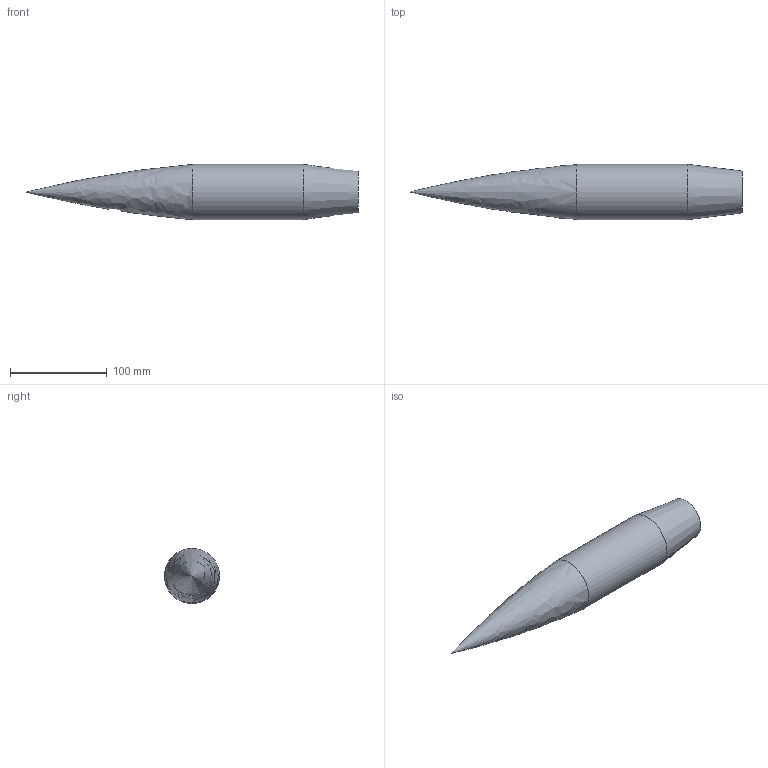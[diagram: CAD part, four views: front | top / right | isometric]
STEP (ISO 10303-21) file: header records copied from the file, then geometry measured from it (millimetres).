
FILE_DESCRIPTION(/* description */ (''),/* implementation_level */ '2;1');
FILE_NAME(/* name */ 'Geom.step',/* time_stamp */ '2025-05-26T23:19:29+03:00',/* author */ ('user'),/* organization */ (''),/* preprocessor_version */ 'ST-DEVELOPER v18',/* originating_system */ 'Autodesk Inventor 2020',/* authorisation */ '');
FILE_SCHEMA (('AUTOMOTIVE_DESIGN { 1 0 10303 214 3 1 1 }'));
Length unit declared in the file: millimetre
Products named in the file (1): Снаряд
Bounding box: 342.9 x 57.12 x 57.12 mm (x, y, z)
Volume: 592919 mm3; surface area: 49178.1 mm2
Topology: 1 solids, 1 shells, 4 faces, 11 edges, 8 vertices
Faces by surface type: bspline 1, cylinder 1, cone 1, plane 1
Full cylindrical faces by diameter (mm): 57.124 x1
Entity records: 197 total; most frequent: CARTESIAN_POINT 49, DIRECTION 26, ORIENTED_EDGE 20, AXIS2_PLACEMENT_3D 12, EDGE_CURVE 10, CIRCLE 8, VERTEX_POINT 8, FACE_OUTER_BOUND 4
